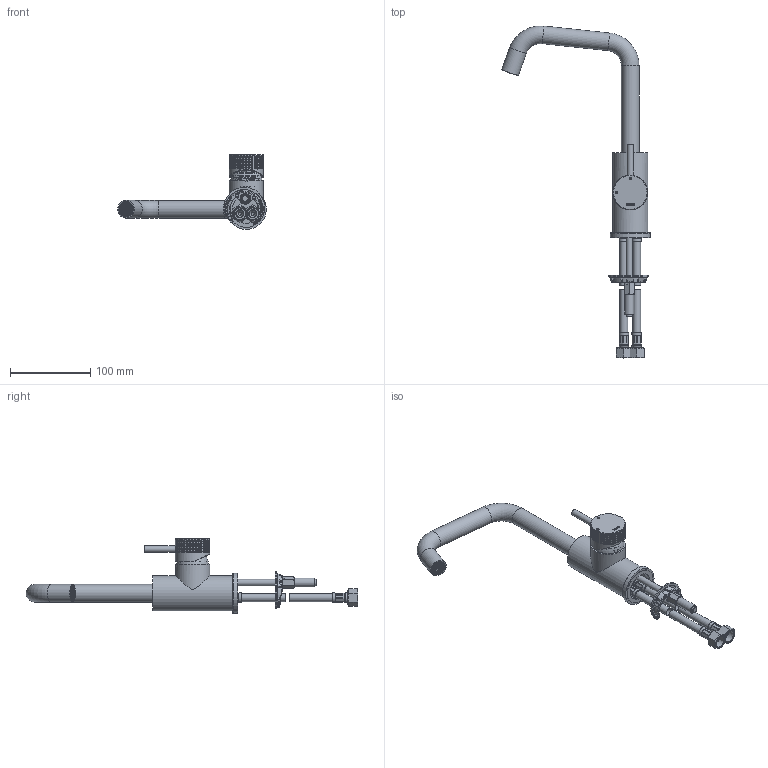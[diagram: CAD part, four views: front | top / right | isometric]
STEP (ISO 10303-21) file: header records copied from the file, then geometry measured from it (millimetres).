
FILE_DESCRIPTION(/* description */ ('Unknown'),/* implementation_level */ '2;1');
FILE_NAME(/* name */ 'AR014D',/* time_stamp */ '2023-02-03T13:13:02+01:00',/* author */ ('Unknown'),/* organization */ ('Unknown'),/* preprocessor_version */ 'ST-DEVELOPER v18.102',/* originating_system */ 'Solid Edge',/* authorisation */ 'Unknown');
FILE_SCHEMA (('AUTOMOTIVE_DESIGN {1 0 10303 214 3 1 1}'));
Length unit declared in the file: millimetre
Products named in the file (47): AR014D-00; AR004-07; AR004-11; AR004-005; BR003-004-1; BR003-004-2; BR003-004-3; BR003-004-4; BR003-004-5; AR004-004; AR004-16; AR004-13; AR004-06; AR014-001; AR004-08; AR014-01; AR014-004; AR031-08; AR014-04; VG274; AR003-19; AR004-12; AR004-04; FKM14-017; FKM14-010-DH; BR003-002-2 oring7.65x1.78.1; BR003-002-3 bussola_aggraffatura; BR003-002-5 guarnizione_inserita; BR003-002-9 codolo_m10x1; BR003-002-6 bussola_aggraffatura1; BR003-002-7 codolo_cartella; BR003-002-8 calotta_3-8; AR004-14; AR004-15; AR004-05; FKM14-018; FKM14-010-DC; AR004-010; AR004-010-1; AR004-010-2 ...
Assembly tree (56 placements, depth 3):
  AR014D-00
    AR004-07
    AR004-11
    AR004-005
      BR003-004-1
      BR003-004-2
      BR003-004-3
      BR003-004-4
      BR003-004-5
    AR004-004
      AR004-16
      AR004-13  x2
    AR004-06
    AR014-001
      AR004-08
      AR014-01
    AR014-004
      AR031-08
      AR014-04
      VG274
      AR003-19
    AR004-12
    AR004-04
    FKM14-017
      FKM14-010-DH  x2
      BR003-002-2 oring7.65x1.78.1
      BR003-002-3 bussola_aggraffatura
      BR003-002-5 guarnizione_inserita
      BR003-002-9 codolo_m10x1
      BR003-002-6 bussola_aggraffatura1
      BR003-002-7 codolo_cartella
      BR003-002-8 calotta_3-8
    AR004-14
    AR004-15
    AR004-05
    FKM14-018
      FKM14-010-DC  x2
      BR003-002-2 oring7.65x1.78.1
      BR003-002-3 bussola_aggraffatura
      BR003-002-5 guarnizione_inserita
      BR003-002-9 codolo_m10x1
      BR003-002-6 bussola_aggraffatura1
      BR003-002-7 codolo_cartella
      BR003-002-8 calotta_3-8
    AR004-010
      AR004-010-1
      AR004-010-2
      AR004-010-3
      AR004-010-4
      AR004-010-5
      AR004-010-6
      AR004-010-7
    AR004-01
    CB004-005
Bounding box: 185.34 x 414.03 x 93.05 mm (x, y, z)
Volume: 256439.1 mm3; surface area: 158583.2 mm2
Topology: 49 solids, 195 shells, 2050 faces, 4755 edges, 3165 vertices
Faces by surface type: plane 1068, cylinder 526, sphere 170, cone 163, torus 86, bspline 37
Full cylindrical faces by diameter (mm): 0.75 x146, 0.913 x1, 0.916 x1, 3 x1, 3.242 x3, 3.983 x2, 4 x3, 4.129 x2, 4.2 x1, 4.8 x3, 5 x3, 5.1 x1, 5.2 x6, 6 x5, 6.6 x6, 6.647 x2, 6.8 x1, 7 x9, 7.2 x4, 7.9 x1, 8 x10, 8.2 x3, 8.5 x1, 8.917 x4, 9 x5, 9.56 x4, 10 x11, 10.5 x4, 10.7 x2, 11 x5
Entity records: 62616 total; most frequent: CARTESIAN_POINT 15578, DIRECTION 7868, ORIENTED_EDGE 6294, AXIS2_PLACEMENT_3D 3307, EDGE_CURVE 3147, FACE_BOUND 2600, EDGE_LOOP 2586, VERTEX_POINT 2355
